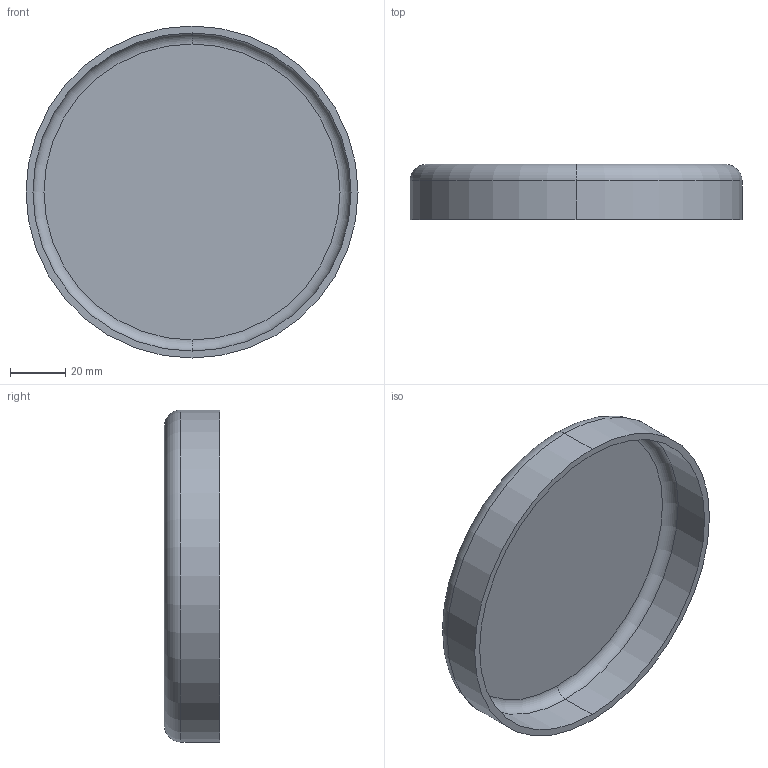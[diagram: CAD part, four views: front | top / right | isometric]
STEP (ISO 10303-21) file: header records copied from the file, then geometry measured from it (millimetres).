
FILE_DESCRIPTION (( 'STEP AP203' ), '1' );
FILE_NAME ('FOND PLATSTEP.STEP', '2023-07-27T07:41:27', ( '' ), ( '' ), 'SwSTEP 2.0', 'SolidWorks 2015', '' );
FILE_SCHEMA (( 'CONFIG_CONTROL_DESIGN' ));
Length unit declared in the file: millimetre
Products named in the file (1): FOND PLATSTEP
Bounding box: 120 x 20 x 120 mm (x, y, z)
Volume: 42797.9 mm3; surface area: 34867.5 mm2
Topology: 1 solids, 1 shells, 11 faces, 20 edges, 12 vertices
Faces by surface type: torus 4, cylinder 4, plane 3
Entity records: 355 total; most frequent: DIRECTION 60, CARTESIAN_POINT 44, ORIENTED_EDGE 40, AXIS2_PLACEMENT_3D 28, EDGE_CURVE 20, CIRCLE 16, VERTEX_POINT 12, EDGE_LOOP 12
